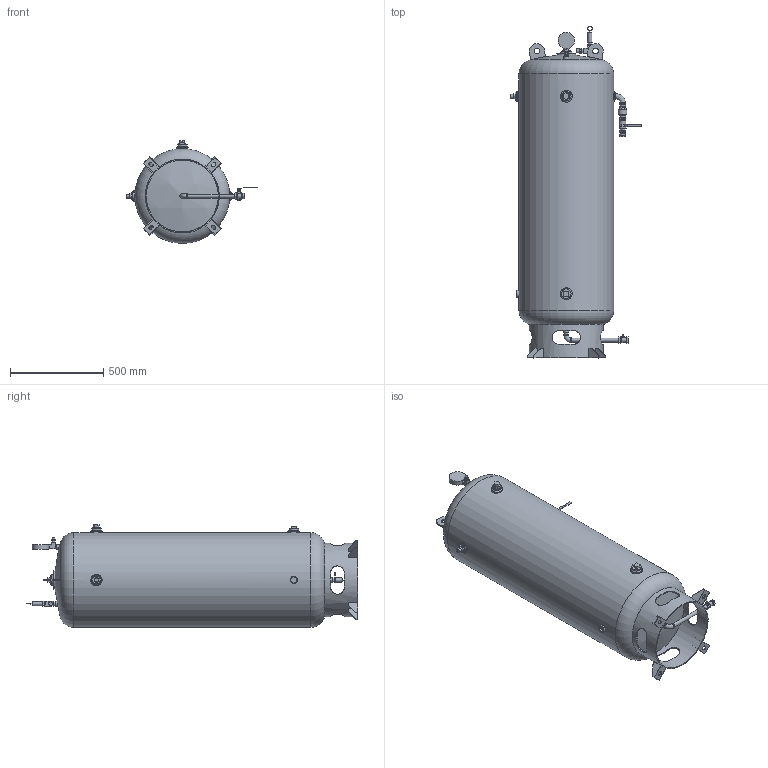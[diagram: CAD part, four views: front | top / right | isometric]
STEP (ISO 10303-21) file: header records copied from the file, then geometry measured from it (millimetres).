
FILE_DESCRIPTION(/* description */ (''),/* implementation_level */ '2;1');
FILE_NAME(/* name */ 'VORTEX_60 GALLON WATER TANK_SERIES 950.stp',/* time_stamp */ '2019-04-18T09:55:21+05:00',/* author */ ('vjadhav'),/* organization */ (''),/* preprocessor_version */ 'ST-DEVELOPER v16.1',/* originating_system */ 'Autodesk Inventor 2016',/* authorisation */ '');
FILE_SCHEMA (('AUTOMOTIVE_DESIGN { 1 0 10303 214 3 1 1 }'));
Length unit declared in the file: inch
Products named in the file (1): Victaulic-FP-Vortex 60 Gallon Series 950 Fire Suppression System Tank
Bounding box: 698.5 x 1781.17 x 551.18 mm (x, y, z)
Volume: 289818160.3 mm3; surface area: 3169993.7 mm2
Topology: 3 solids, 3 shells, 404 faces, 990 edges, 647 vertices
Faces by surface type: plane 312, cylinder 79, torus 8, cone 2, sphere 2, bspline 1
Full cylindrical faces by diameter (mm): 5.08 x1, 11.43 x1, 13.716 x3, 15.24 x1, 19.05 x1, 21.336 x9, 25.4 x1, 26.67 x9, 27.94 x2, 30.48 x3, 31.75 x2, 33.02 x1, 33.401 x1, 35.56 x1, 38.1 x3, 43.18 x1, 45.72 x1, 50.8 x4, 55.88 x1, 60.96 x1, 63.5 x2, 88.9 x1, 101.6 x1, 386.471 x1, 396.631 x1, 508 x1
Entity records: 12796 total; most frequent: CARTESIAN_POINT 3317, DIRECTION 1829, ORIENTED_EDGE 1784, EDGE_CURVE 889, LINE 645, VECTOR 645, VERTEX_POINT 616, AXIS2_PLACEMENT_3D 592
